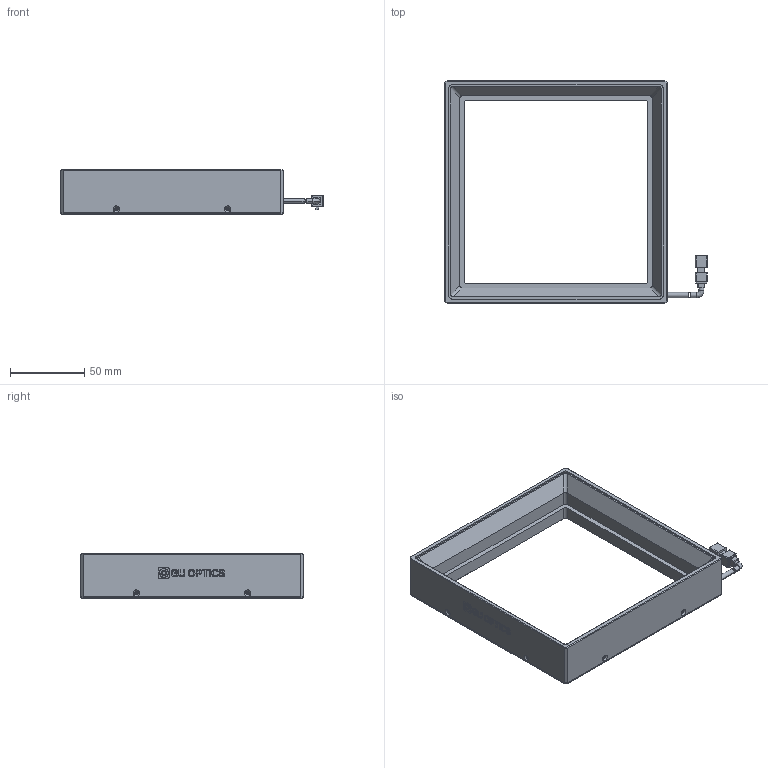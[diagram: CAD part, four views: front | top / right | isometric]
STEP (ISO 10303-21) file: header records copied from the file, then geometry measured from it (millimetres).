
FILE_DESCRIPTION (( 'STEP AP214' ), '1' );
FILE_NAME ('661202-B.STEP', '2019-03-18T07:43:46', ( 'user' ), ( '微软中国' ), 'SwSTEP 2.0', 'SolidWorks 2016', '' );
FILE_SCHEMA (( 'AUTOMOTIVE_DESIGN' ));
Length unit declared in the file: millimetre
Products named in the file (1): 661202-B
Bounding box: 177 x 150 x 30.2 mm (x, y, z)
Volume: 143182 mm3; surface area: 108487.8 mm2
Topology: 9 solids, 9 shells, 477 faces, 1199 edges, 764 vertices
Faces by surface type: plane 245, cylinder 124, bspline 62, cone 46
Entity records: 18508 total; most frequent: CARTESIAN_POINT 3640, ORIENTED_EDGE 2350, DIRECTION 2133, EDGE_CURVE 1175, VECTOR 777, LINE 777, VERTEX_POINT 764, AXIS2_PLACEMENT_3D 678
